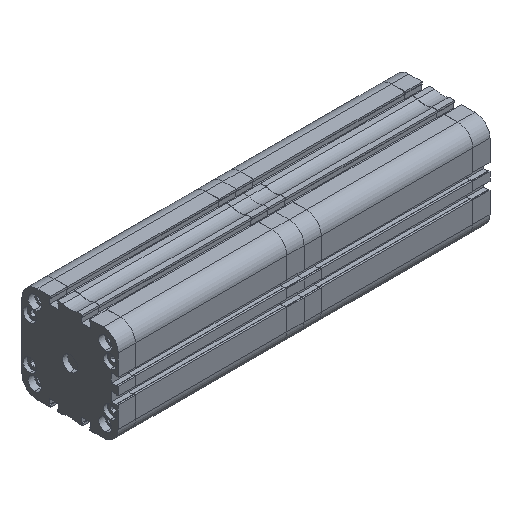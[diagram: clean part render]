
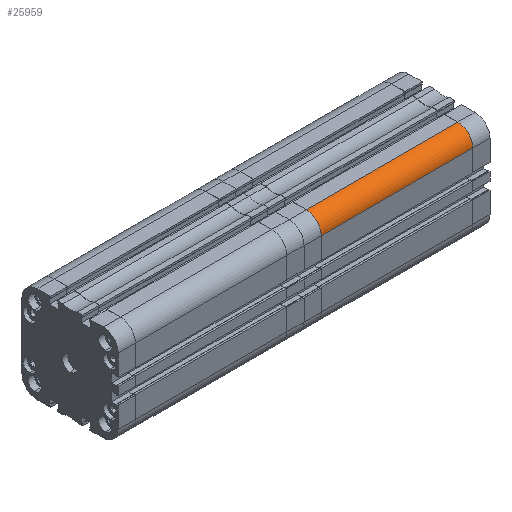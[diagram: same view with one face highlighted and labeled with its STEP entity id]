
A CAD part, isometric view. The second image highlights one B-rep face of the part: STEP entity #25959.
In plain terms, the highlighted cylindrical face has radius 12 mm (diameter 24 mm), a partial arc.
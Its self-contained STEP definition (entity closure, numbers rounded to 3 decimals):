
#1870 = DIRECTION ( 'NONE',  ( 0., 0., -1. ) ) ;
#1876 = DIRECTION ( 'NONE',  ( 0., 0., 1. ) ) ;
#1907 = CARTESIAN_POINT ( 'NONE',  ( 121.5, -26.5, 38.5 ) ) ;
#2242 = DIRECTION ( 'NONE',  ( -1., 0., 0. ) ) ;
#2927 = EDGE_CURVE ( 'NONE', #15312, #16205, #21914, .T. ) ;
#3439 = ORIENTED_EDGE ( 'NONE', *, *, #2927, .F. ) ;
#5057 = CARTESIAN_POINT ( 'NONE',  ( 121.5, -38.5, 26.5 ) ) ;
#6572 = CARTESIAN_POINT ( 'NONE',  ( 0., -26.5, 38.5 ) ) ;
#6668 = CARTESIAN_POINT ( 'NONE',  ( 121.5, -38.5, 26.5 ) ) ;
#9730 = DIRECTION ( 'NONE',  ( -1., 0., 0. ) ) ;
#10439 = CARTESIAN_POINT ( 'NONE',  ( 121.5, -26.5, 38.5 ) ) ;
#15312 = VERTEX_POINT ( 'NONE', #29585 ) ;
#16118 = CARTESIAN_POINT ( 'NONE',  ( 121.5, -26.5, 26.5 ) ) ;
#16205 = VERTEX_POINT ( 'NONE', #6572 ) ;
#17198 = VECTOR ( 'NONE', #18398, 1000. ) ;
#17897 = DIRECTION ( 'NONE',  ( 0., 0., -1. ) ) ;
#18040 = ORIENTED_EDGE ( 'NONE', *, *, #30394, .F. ) ;
#18077 = DIRECTION ( 'NONE',  ( 1., 0., 0. ) ) ;
#18398 = DIRECTION ( 'NONE',  ( -1., 0., 0. ) ) ;
#18551 = ORIENTED_EDGE ( 'NONE', *, *, #34204, .F. ) ;
#19093 = AXIS2_PLACEMENT_3D ( 'NONE', #32029, #18077, #17897 ) ;
#19120 = LINE ( 'NONE', #5057, #17198 ) ;
#21113 = DIRECTION ( 'NONE',  ( 1., 0., 0. ) ) ;
#21914 = CIRCLE ( 'NONE', #30706, 12. ) ;
#22692 = VERTEX_POINT ( 'NONE', #10439 ) ;
#22943 = EDGE_LOOP ( 'NONE', ( #18040, #18551, #3439, #26372 ) ) ;
#25401 = VECTOR ( 'NONE', #21113, 1000. ) ;
#25959 = ADVANCED_FACE ( 'NONE', ( #29509 ), #32260, .T. ) ;
#26372 = ORIENTED_EDGE ( 'NONE', *, *, #33792, .F. ) ;
#29490 = VERTEX_POINT ( 'NONE', #6668 ) ;
#29509 = FACE_OUTER_BOUND ( 'NONE', #22943, .T. ) ;
#29585 = CARTESIAN_POINT ( 'NONE',  ( 0., -38.5, 26.5 ) ) ;
#29726 = LINE ( 'NONE', #1907, #25401 ) ;
#30394 = EDGE_CURVE ( 'NONE', #22692, #29490, #34908, .T. ) ;
#30706 = AXIS2_PLACEMENT_3D ( 'NONE', #34828, #9730, #1870 ) ;
#32029 = CARTESIAN_POINT ( 'NONE',  ( 121.5, -26.5, 26.5 ) ) ;
#32260 = CYLINDRICAL_SURFACE ( 'NONE', #33635, 12. ) ;
#33635 = AXIS2_PLACEMENT_3D ( 'NONE', #16118, #2242, #1876 ) ;
#33792 = EDGE_CURVE ( 'NONE', #29490, #15312, #19120, .T. ) ;
#34204 = EDGE_CURVE ( 'NONE', #16205, #22692, #29726, .T. ) ;
#34828 = CARTESIAN_POINT ( 'NONE',  ( 0., -26.5, 26.5 ) ) ;
#34908 = CIRCLE ( 'NONE', #19093, 12. ) ;
